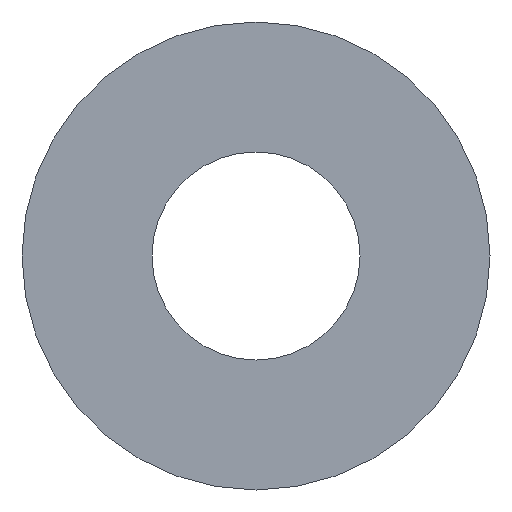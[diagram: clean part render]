
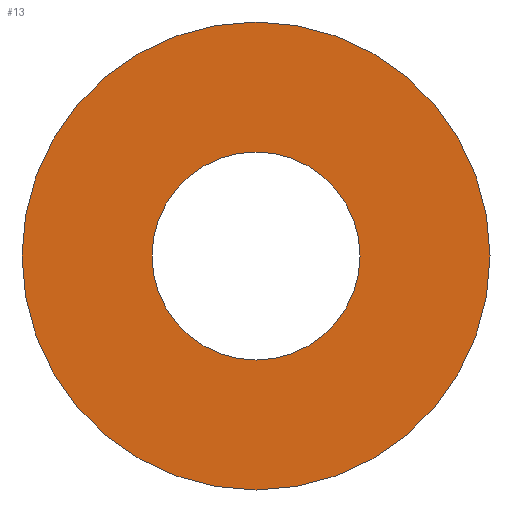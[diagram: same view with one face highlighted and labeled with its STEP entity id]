
A CAD part, front view. The second image highlights one B-rep face of the part: STEP entity #13.
In plain terms, the highlighted planar face has unit normal (0, -1, 0).
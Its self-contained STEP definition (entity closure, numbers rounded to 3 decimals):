
#5 = EDGE_CURVE ( 'NONE', #116, #132, #44, .T. ) ;
#7 = EDGE_CURVE ( 'NONE', #93, #133, #47, .T. ) ;
#13 = ADVANCED_FACE ( 'NONE', ( #142, #159 ), #144, .F. ) ;
#19 = EDGE_CURVE ( 'NONE', #133, #93, #71, .T. ) ;
#28 = EDGE_CURVE ( 'NONE', #132, #116, #58, .T. ) ;
#41 = AXIS2_PLACEMENT_3D ( 'NONE', #143, #170, #171 ) ;
#44 = CIRCLE ( 'NONE', #41, 20. ) ;
#47 = CIRCLE ( 'NONE', #48, 45. ) ;
#48 = AXIS2_PLACEMENT_3D ( 'NONE', #172, #135, #140 ) ;
#56 = AXIS2_PLACEMENT_3D ( 'NONE', #195, #180, #177 ) ;
#58 = CIRCLE ( 'NONE', #62, 20. ) ;
#62 = AXIS2_PLACEMENT_3D ( 'NONE', #176, #185, #186 ) ;
#67 = AXIS2_PLACEMENT_3D ( 'NONE', #145, #146, #153 ) ;
#71 = CIRCLE ( 'NONE', #56, 45. ) ;
#88 = ORIENTED_EDGE ( 'NONE', *, *, #5, .T. ) ;
#93 = VERTEX_POINT ( 'NONE', #201 ) ;
#103 = ORIENTED_EDGE ( 'NONE', *, *, #19, .F. ) ;
#112 = ORIENTED_EDGE ( 'NONE', *, *, #28, .T. ) ;
#115 = EDGE_LOOP ( 'NONE', ( #103, #119 ) ) ;
#116 = VERTEX_POINT ( 'NONE', #181 ) ;
#119 = ORIENTED_EDGE ( 'NONE', *, *, #7, .F. ) ;
#120 = EDGE_LOOP ( 'NONE', ( #112, #88 ) ) ;
#132 = VERTEX_POINT ( 'NONE', #183 ) ;
#133 = VERTEX_POINT ( 'NONE', #193 ) ;
#135 = DIRECTION ( 'NONE',  ( 0., 1., 0. ) ) ;
#140 = DIRECTION ( 'NONE',  ( 0., 0., 1. ) ) ;
#142 = FACE_OUTER_BOUND ( 'NONE', #115, .T. ) ;
#143 = CARTESIAN_POINT ( 'NONE',  ( 0., 0., 0. ) ) ;
#144 = PLANE ( 'NONE',  #67 ) ;
#145 = CARTESIAN_POINT ( 'NONE',  ( 0., 0., 0. ) ) ;
#146 = DIRECTION ( 'NONE',  ( 0., 1., 0. ) ) ;
#153 = DIRECTION ( 'NONE',  ( 0., 0., 1. ) ) ;
#159 = FACE_BOUND ( 'NONE', #120, .T. ) ;
#170 = DIRECTION ( 'NONE',  ( 0., 1., 0. ) ) ;
#171 = DIRECTION ( 'NONE',  ( 0., 0., 1. ) ) ;
#172 = CARTESIAN_POINT ( 'NONE',  ( 0., 0., 0. ) ) ;
#176 = CARTESIAN_POINT ( 'NONE',  ( 0., 0., 0. ) ) ;
#177 = DIRECTION ( 'NONE',  ( 0., 0., 1. ) ) ;
#180 = DIRECTION ( 'NONE',  ( 0., 1., 0. ) ) ;
#181 = CARTESIAN_POINT ( 'NONE',  ( 0., 0., 20. ) ) ;
#183 = CARTESIAN_POINT ( 'NONE',  ( 0., 0., -20. ) ) ;
#185 = DIRECTION ( 'NONE',  ( 0., 1., 0. ) ) ;
#186 = DIRECTION ( 'NONE',  ( 0., 0., 1. ) ) ;
#193 = CARTESIAN_POINT ( 'NONE',  ( 0., 0., -45. ) ) ;
#195 = CARTESIAN_POINT ( 'NONE',  ( 0., 0., 0. ) ) ;
#201 = CARTESIAN_POINT ( 'NONE',  ( 0., 0., 45. ) ) ;
